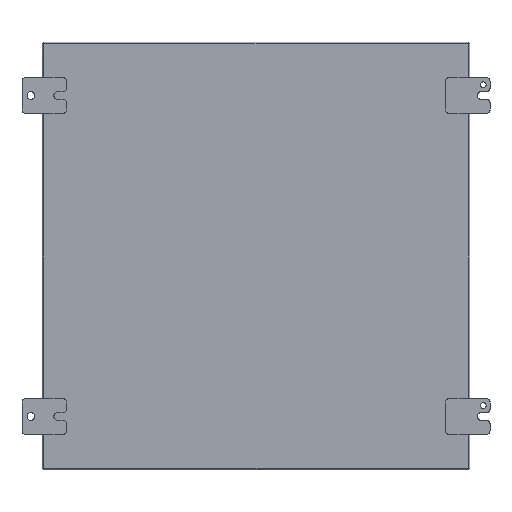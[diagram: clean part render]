
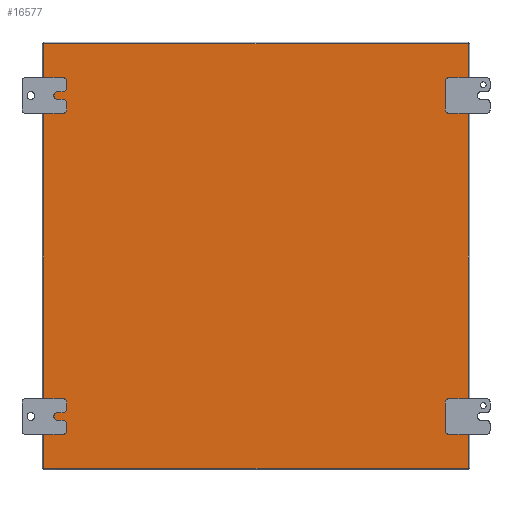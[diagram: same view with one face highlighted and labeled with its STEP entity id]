
A CAD part, left-side view. The second image highlights one B-rep face of the part: STEP entity #16577.
In plain terms, the highlighted face is planar.
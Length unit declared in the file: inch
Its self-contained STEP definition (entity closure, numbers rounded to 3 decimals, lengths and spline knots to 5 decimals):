
#1860 = VECTOR ( 'NONE', #18767, 39.37008 ) ;
#5307 = CARTESIAN_POINT ( 'NONE',  ( 11.892, 0., -11.892 ) ) ;
#7311 = DIRECTION ( 'NONE',  ( 0., 0., -1. ) ) ;
#8797 = FACE_OUTER_BOUND ( 'NONE', #28143, .T. ) ;
#9682 = VECTOR ( 'NONE', #31964, 39.37008 ) ;
#12217 = DIRECTION ( 'NONE',  ( 0., -1., 0. ) ) ;
#15601 = VERTEX_POINT ( 'NONE', #41632 ) ;
#16577 = ADVANCED_FACE ( 'NONE', ( #8797 ), #45173, .F. ) ;
#16768 = CARTESIAN_POINT ( 'NONE',  ( 11.892, 0., -11.892 ) ) ;
#18767 = DIRECTION ( 'NONE',  ( 0., 0., 1. ) ) ;
#19820 = EDGE_CURVE ( 'NONE', #60985, #51390, #24166, .T. ) ;
#20904 = EDGE_CURVE ( 'NONE', #51390, #15601, #54129, .T. ) ;
#23391 = CARTESIAN_POINT ( 'NONE',  ( -11.892, 0., -11.892 ) ) ;
#24166 = LINE ( 'NONE', #76948, #1860 ) ;
#25932 = CARTESIAN_POINT ( 'NONE',  ( 11.892, 0., 11.892 ) ) ;
#28143 = EDGE_LOOP ( 'NONE', ( #48493, #60370, #57805, #103840 ) ) ;
#31964 = DIRECTION ( 'NONE',  ( 1., 0., 0. ) ) ;
#33148 = CARTESIAN_POINT ( 'NONE',  ( -11.892, 0., 11.892 ) ) ;
#35951 = EDGE_CURVE ( 'NONE', #15601, #84395, #91499, .T. ) ;
#37845 = DIRECTION ( 'NONE',  ( 0., 0., -1. ) ) ;
#38943 = CARTESIAN_POINT ( 'NONE',  ( -11.892, 0., -11.892 ) ) ;
#41591 = DIRECTION ( 'NONE',  ( -1., 0., 0. ) ) ;
#41632 = CARTESIAN_POINT ( 'NONE',  ( -11.892, 0., 11.892 ) ) ;
#45173 = PLANE ( 'NONE',  #94401 ) ;
#47039 = VECTOR ( 'NONE', #7311, 39.37008 ) ;
#48493 = ORIENTED_EDGE ( 'NONE', *, *, #86400, .F. ) ;
#51390 = VERTEX_POINT ( 'NONE', #25932 ) ;
#54129 = LINE ( 'NONE', #33148, #94798 ) ;
#57805 = ORIENTED_EDGE ( 'NONE', *, *, #20904, .F. ) ;
#60370 = ORIENTED_EDGE ( 'NONE', *, *, #35951, .F. ) ;
#60985 = VERTEX_POINT ( 'NONE', #16768 ) ;
#61958 = CARTESIAN_POINT ( 'NONE',  ( -12., 0., -12. ) ) ;
#76948 = CARTESIAN_POINT ( 'NONE',  ( 11.892, 0., 11.892 ) ) ;
#84395 = VERTEX_POINT ( 'NONE', #38943 ) ;
#86400 = EDGE_CURVE ( 'NONE', #84395, #60985, #93631, .T. ) ;
#91499 = LINE ( 'NONE', #23391, #47039 ) ;
#93631 = LINE ( 'NONE', #5307, #9682 ) ;
#94401 = AXIS2_PLACEMENT_3D ( 'NONE', #61958, #12217, #37845 ) ;
#94798 = VECTOR ( 'NONE', #41591, 39.37008 ) ;
#103840 = ORIENTED_EDGE ( 'NONE', *, *, #19820, .F. ) ;
